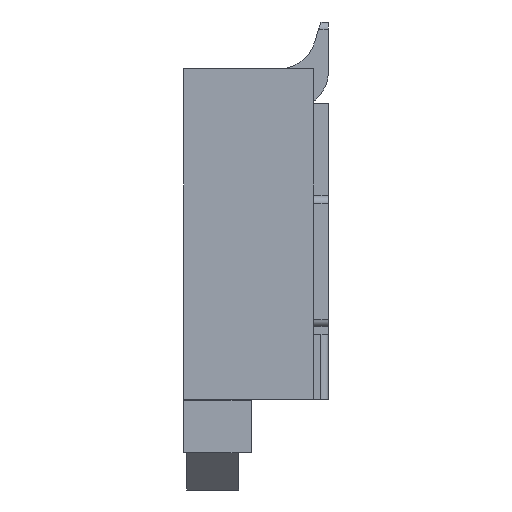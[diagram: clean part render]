
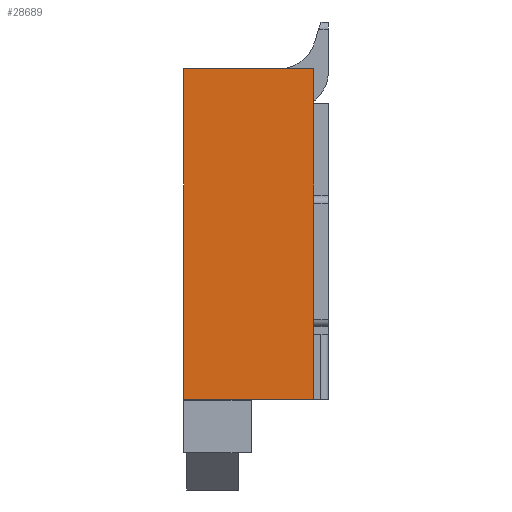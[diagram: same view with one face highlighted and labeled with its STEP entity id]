
A CAD part, left-side view. The second image highlights one B-rep face of the part: STEP entity #28689.
In plain terms, the highlighted planar face has unit normal (-1, 0, 0).
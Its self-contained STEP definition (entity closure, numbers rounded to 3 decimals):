
#1959 = DIRECTION ( 'NONE',  ( 0., 0., -1. ) ) ;
#2033 = LINE ( 'NONE', #38940, #31368 ) ;
#2993 = DIRECTION ( 'NONE',  ( 1., 0., 0. ) ) ;
#4161 = ORIENTED_EDGE ( 'NONE', *, *, #18258, .F. ) ;
#5247 = VERTEX_POINT ( 'NONE', #16910 ) ;
#6320 = LINE ( 'NONE', #6575, #14111 ) ;
#6575 = CARTESIAN_POINT ( 'NONE',  ( -12.2, 1.75, -2.225 ) ) ;
#10875 = AXIS2_PLACEMENT_3D ( 'NONE', #30495, #2993, #1959 ) ;
#12050 = EDGE_CURVE ( 'NONE', #5247, #14102, #6320, .T. ) ;
#14102 = VERTEX_POINT ( 'NONE', #28663 ) ;
#14111 = VECTOR ( 'NONE', #34346, 1000. ) ;
#15437 = VECTOR ( 'NONE', #34837, 1000. ) ;
#15738 = CARTESIAN_POINT ( 'NONE',  ( -12.2, 0., -2.225 ) ) ;
#16910 = CARTESIAN_POINT ( 'NONE',  ( -12.2, 1.75, -2.225 ) ) ;
#18258 = EDGE_CURVE ( 'NONE', #5247, #37576, #33875, .T. ) ;
#18895 = LINE ( 'NONE', #15738, #15437 ) ;
#19908 = CARTESIAN_POINT ( 'NONE',  ( -12.2, 1.75, 2.225 ) ) ;
#20004 = ORIENTED_EDGE ( 'NONE', *, *, #37823, .F. ) ;
#21128 = ORIENTED_EDGE ( 'NONE', *, *, #12050, .T. ) ;
#21950 = DIRECTION ( 'NONE',  ( 0., -1., 0. ) ) ;
#22736 = CARTESIAN_POINT ( 'NONE',  ( -12.2, 0., 2.225 ) ) ;
#28663 = CARTESIAN_POINT ( 'NONE',  ( -12.2, 0., -2.225 ) ) ;
#28689 = ADVANCED_FACE ( 'NONE', ( #34134 ), #50162, .F. ) ;
#30495 = CARTESIAN_POINT ( 'NONE',  ( -12.2, 1.75, -2.225 ) ) ;
#31368 = VECTOR ( 'NONE', #21950, 1000. ) ;
#33875 = LINE ( 'NONE', #50412, #44710 ) ;
#33913 = ORIENTED_EDGE ( 'NONE', *, *, #35431, .T. ) ;
#34134 = FACE_OUTER_BOUND ( 'NONE', #48526, .T. ) ;
#34346 = DIRECTION ( 'NONE',  ( 0., -1., 0. ) ) ;
#34663 = DIRECTION ( 'NONE',  ( 0., 0., 1. ) ) ;
#34837 = DIRECTION ( 'NONE',  ( 0., 0., 1. ) ) ;
#35431 = EDGE_CURVE ( 'NONE', #14102, #37896, #18895, .T. ) ;
#37576 = VERTEX_POINT ( 'NONE', #19908 ) ;
#37823 = EDGE_CURVE ( 'NONE', #37576, #37896, #2033, .T. ) ;
#37896 = VERTEX_POINT ( 'NONE', #22736 ) ;
#38940 = CARTESIAN_POINT ( 'NONE',  ( -12.2, 1.75, 2.225 ) ) ;
#44710 = VECTOR ( 'NONE', #34663, 1000. ) ;
#48526 = EDGE_LOOP ( 'NONE', ( #33913, #20004, #4161, #21128 ) ) ;
#50162 = PLANE ( 'NONE',  #10875 ) ;
#50412 = CARTESIAN_POINT ( 'NONE',  ( -12.2, 1.75, -2.225 ) ) ;
